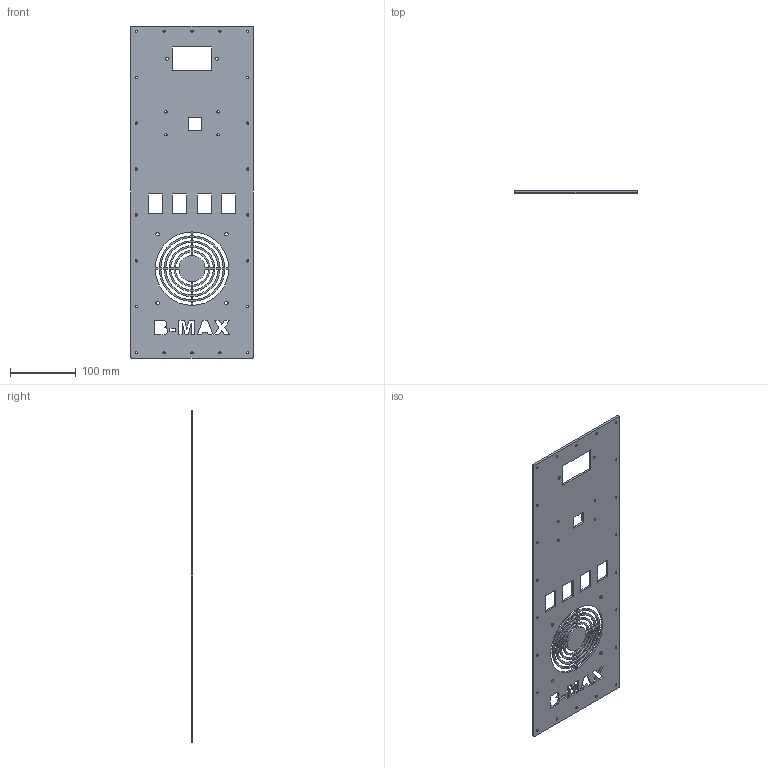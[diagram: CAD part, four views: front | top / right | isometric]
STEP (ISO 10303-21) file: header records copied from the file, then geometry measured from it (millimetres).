
FILE_DESCRIPTION(/* description */ (''),/* implementation_level */ '2;1');
FILE_NAME(/* name */ 'Edelstahl Frohnt Elektrokasten v20.step',/* time_stamp */ '2021-10-05T13:21:21+02:00',/* author */ (''),/* organization */ (''),/* preprocessor_version */ 'ST-DEVELOPER v18.1',/* originating_system */ 'Autodesk Translation Framework v10.10.0.1391',/* authorisation */ '');
FILE_SCHEMA (('AUTOMOTIVE_DESIGN { 1 0 10303 214 3 1 1 }'));
Length unit declared in the file: millimetre
Products named in the file (1): Edelstahl Frohnt Elektrokasten
Bounding box: 186 x 3 x 506 mm (x, y, z)
Volume: 243067 mm3; surface area: 178319.8 mm2
Topology: 1 solids, 1 shells, 196 faces, 582 edges, 388 vertices
Faces by surface type: plane 110, cylinder 76, bspline 10
Full cylindrical faces by diameter (mm): 3.5 x26, 4.5 x2, 5.4 x4
Entity records: 6970 total; most frequent: CARTESIAN_POINT 1337, ORIENTED_EDGE 1164, DIRECTION 1088, EDGE_CURVE 582, LINE 410, VECTOR 410, VERTEX_POINT 388, AXIS2_PLACEMENT_3D 339
